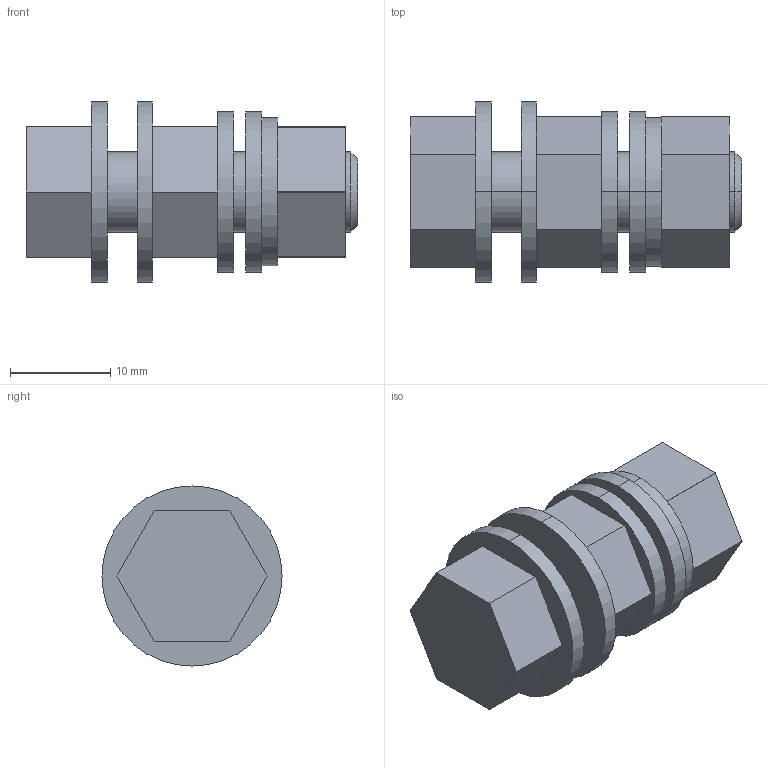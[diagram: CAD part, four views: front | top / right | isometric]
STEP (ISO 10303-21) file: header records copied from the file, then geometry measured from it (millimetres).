
FILE_DESCRIPTION (( 'STEP AP214' ), '1' );
FILE_NAME ('3080-9036-03-48.step', '2024-03-20T13:21:51', ( '' ), ( '' ), 'SwSTEP 2.0', 'SolidWorks 2019', '' );
FILE_SCHEMA (( 'AUTOMOTIVE_DESIGN' ));
Length unit declared in the file: millimetre
Products named in the file (1): 3080-9036-03-48
Bounding box: 33.1 x 18 x 18 mm (x, y, z)
Volume: 4842.4 mm3; surface area: 4346.2 mm2
Topology: 6 solids, 6 shells, 65 faces, 148 edges, 98 vertices
Faces by surface type: plane 35, cylinder 28, cone 2
Entity records: 1939 total; most frequent: DIRECTION 338, CARTESIAN_POINT 312, ORIENTED_EDGE 296, EDGE_CURVE 148, AXIS2_PLACEMENT_3D 124, VERTEX_POINT 98, LINE 90, VECTOR 90
